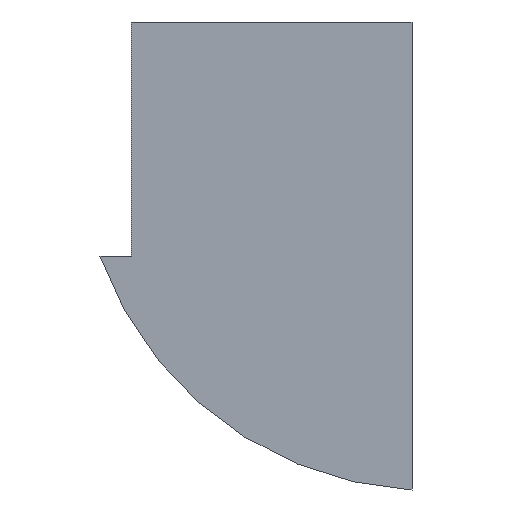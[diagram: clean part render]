
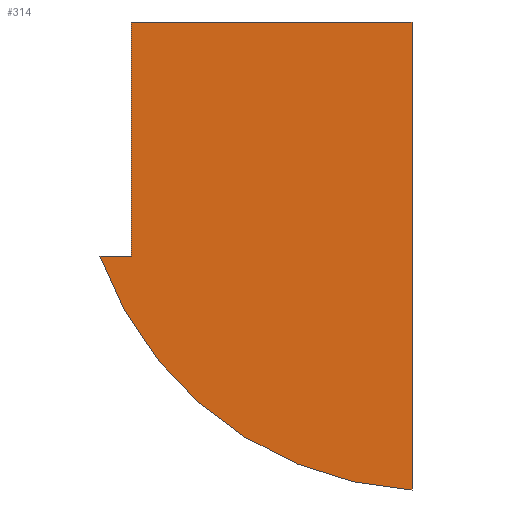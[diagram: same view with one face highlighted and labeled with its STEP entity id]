
A CAD part, left-side view. The second image highlights one B-rep face of the part: STEP entity #314.
In plain terms, the highlighted planar face has unit normal (-1, 0, 0).
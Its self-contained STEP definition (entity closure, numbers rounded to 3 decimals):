
#41=CIRCLE('',#364,45.);
#48=FACE_OUTER_BOUND('',#74,.T.);
#74=EDGE_LOOP('',(#253,#254,#255,#256,#257));
#90=LINE('',#478,#120);
#97=LINE('',#501,#127);
#103=LINE('',#513,#133);
#105=LINE('',#528,#135);
#120=VECTOR('',#387,10.);
#127=VECTOR('',#406,10.);
#133=VECTOR('',#414,10.);
#135=VECTOR('',#430,10.);
#149=VERTEX_POINT('',#475);
#150=VERTEX_POINT('',#477);
#160=VERTEX_POINT('',#499);
#165=VERTEX_POINT('',#511);
#171=VERTEX_POINT('',#527);
#178=EDGE_CURVE('',#150,#149,#90,.T.);
#190=EDGE_CURVE('',#160,#149,#97,.T.);
#196=EDGE_CURVE('',#160,#165,#103,.T.);
#203=EDGE_CURVE('',#165,#171,#105,.T.);
#204=EDGE_CURVE('',#171,#150,#41,.T.);
#253=ORIENTED_EDGE('',*,*,#196,.T.);
#254=ORIENTED_EDGE('',*,*,#203,.T.);
#255=ORIENTED_EDGE('',*,*,#204,.T.);
#256=ORIENTED_EDGE('',*,*,#178,.T.);
#257=ORIENTED_EDGE('',*,*,#190,.F.);
#304=PLANE('',#363);
#314=ADVANCED_FACE('',(#48),#304,.F.);
#363=AXIS2_PLACEMENT_3D('',#526,#428,#429);
#364=AXIS2_PLACEMENT_3D('',#529,#431,#432);
#387=DIRECTION('',(0.,0.,1.));
#406=DIRECTION('',(0.,-1.,0.));
#414=DIRECTION('',(0.,0.,-1.));
#428=DIRECTION('center_axis',(1.,0.,0.));
#429=DIRECTION('ref_axis',(0.,0.,-1.));
#430=DIRECTION('',(0.,1.,0.));
#431=DIRECTION('center_axis',(-1.,0.,0.));
#432=DIRECTION('ref_axis',(0.,0.054,-0.999));
#475=CARTESIAN_POINT('',(-186.,-8.322,45.083));
#477=CARTESIAN_POINT('',(-186.,-8.322,-14.917));
#478=CARTESIAN_POINT('',(-186.,-8.322,15.083));
#499=CARTESIAN_POINT('',(-186.,27.678,45.083));
#501=CARTESIAN_POINT('',(-186.,31.678,45.083));
#511=CARTESIAN_POINT('',(-186.,27.678,15.083));
#513=CARTESIAN_POINT('',(-186.,27.678,15.083));
#526=CARTESIAN_POINT('Origin',(-186.,11.678,0.083));
#527=CARTESIAN_POINT('',(-186.,31.678,15.083));
#528=CARTESIAN_POINT('',(-186.,21.678,15.083));
#529=CARTESIAN_POINT('Origin',(-186.,-10.772,30.016));
